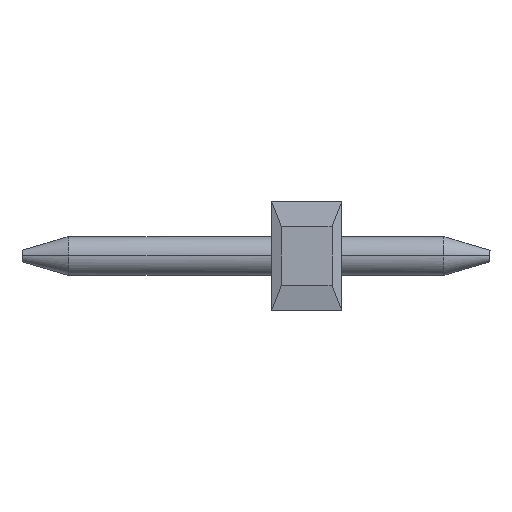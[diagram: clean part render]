
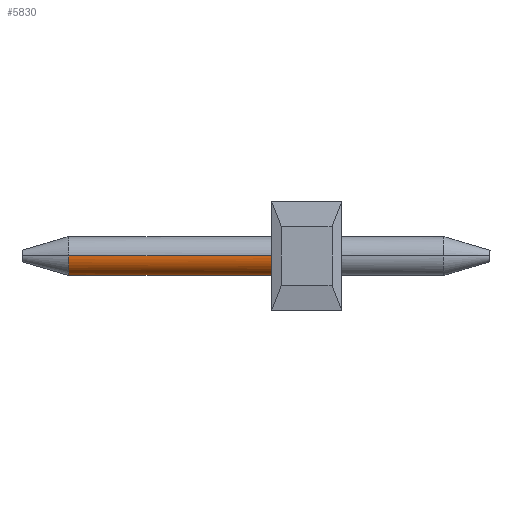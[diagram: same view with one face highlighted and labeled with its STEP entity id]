
A CAD part, left-side view. The second image highlights one B-rep face of the part: STEP entity #5830.
In plain terms, the highlighted free-form (B-spline) face has degree [1, 2] with [2, 5] control points.
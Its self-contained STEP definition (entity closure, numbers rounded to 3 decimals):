
#3783=CARTESIAN_POINT('',(0.5,0.65,0.));
#3784=VERTEX_POINT('',#3783);
#3785=CARTESIAN_POINT('',(-0.5,0.65,0.));
#3786=VERTEX_POINT('',#3785);
#3787=CARTESIAN_POINT('',(0.5,0.65,0.));
#3788=CARTESIAN_POINT('',(0.5,0.65,-0.5));
#3789=CARTESIAN_POINT('',(0.,0.65,-0.5));
#3790=CARTESIAN_POINT('',(-0.5,0.65,-0.5));
#3791=CARTESIAN_POINT('',(-0.5,0.65,0.));
#3792=(BOUNDED_CURVE()B_SPLINE_CURVE(2,(#3787,#3788,#3789,#3790,#3791),.CIRCULAR_ARC.,.F.,.U.)B_SPLINE_CURVE_WITH_KNOTS((3,2,3),(0.,0.785,1.571),.UNSPECIFIED.)CURVE()GEOMETRIC_REPRESENTATION_ITEM()RATIONAL_B_SPLINE_CURVE((1.,0.707,1.,0.707,1.))REPRESENTATION_ITEM(''));
#3793=EDGE_CURVE('',#3784,#3786,#3792,.T.);
#5794=CARTESIAN_POINT('',(-0.5,-3.5,0.));
#5795=CARTESIAN_POINT('',(-0.5,-3.5,-0.5));
#5796=CARTESIAN_POINT('',(0.,-3.5,-0.5));
#5797=CARTESIAN_POINT('',(0.5,-3.5,-0.5));
#5798=CARTESIAN_POINT('',(0.5,-3.5,0.));
#5799=CARTESIAN_POINT('',(-0.5,6.1,0.));
#5800=CARTESIAN_POINT('',(-0.5,6.1,-0.5));
#5801=CARTESIAN_POINT('',(0.,6.1,-0.5));
#5802=CARTESIAN_POINT('',(0.5,6.1,-0.5));
#5803=CARTESIAN_POINT('',(0.5,6.1,0.));
#5804=(BOUNDED_SURFACE()B_SPLINE_SURFACE(1,2,((#5794,#5795,#5796,#5797,#5798),(#5799,#5800,#5801,#5802,#5803)),.CYLINDRICAL_SURF.,.F.,.F.,.U.)B_SPLINE_SURFACE_WITH_KNOTS((2,2),(3,2,3),(0.,19.2),(0.,0.785,1.571),.UNSPECIFIED.)GEOMETRIC_REPRESENTATION_ITEM()RATIONAL_B_SPLINE_SURFACE(((1.,0.707,1.,0.707,1.),(1.,0.707,1.,0.707,1.)))REPRESENTATION_ITEM('')SURFACE());
#5805=CARTESIAN_POINT('',(0.5,6.1,0.));
#5806=VERTEX_POINT('',#5805);
#5807=CARTESIAN_POINT('',(0.5,6.1,0.));
#5808=CARTESIAN_POINT('',(0.5,0.65,0.));
#5809=B_SPLINE_CURVE_WITH_KNOTS('',1,(#5807,#5808),.POLYLINE_FORM.,.F.,.U.,(2,2),(0.,0.568),.UNSPECIFIED.);
#5810=EDGE_CURVE('',#5806,#3784,#5809,.T.);
#5811=ORIENTED_EDGE('',*,*,#5810,.T.);
#5812=ORIENTED_EDGE('',*,*,#3793,.T.);
#5813=CARTESIAN_POINT('',(-0.5,6.1,0.));
#5814=VERTEX_POINT('',#5813);
#5815=CARTESIAN_POINT('',(-0.5,0.65,0.));
#5816=CARTESIAN_POINT('',(-0.5,6.1,0.));
#5817=B_SPLINE_CURVE_WITH_KNOTS('',1,(#5815,#5816),.POLYLINE_FORM.,.F.,.U.,(2,2),(0.432,1.),.UNSPECIFIED.);
#5818=EDGE_CURVE('',#3786,#5814,#5817,.T.);
#5819=ORIENTED_EDGE('',*,*,#5818,.T.);
#5820=CARTESIAN_POINT('',(-0.5,6.1,0.));
#5821=CARTESIAN_POINT('',(-0.5,6.1,-0.5));
#5822=CARTESIAN_POINT('',(0.,6.1,-0.5));
#5823=CARTESIAN_POINT('',(0.5,6.1,-0.5));
#5824=CARTESIAN_POINT('',(0.5,6.1,0.));
#5825=(BOUNDED_CURVE()B_SPLINE_CURVE(2,(#5820,#5821,#5822,#5823,#5824),.CIRCULAR_ARC.,.F.,.U.)B_SPLINE_CURVE_WITH_KNOTS((3,2,3),(0.,0.5,1.),.UNSPECIFIED.)CURVE()GEOMETRIC_REPRESENTATION_ITEM()RATIONAL_B_SPLINE_CURVE((1.,0.707,1.,0.707,1.))REPRESENTATION_ITEM(''));
#5826=EDGE_CURVE('',#5814,#5806,#5825,.T.);
#5827=ORIENTED_EDGE('',*,*,#5826,.T.);
#5828=EDGE_LOOP('',(#5811,#5812,#5819,#5827));
#5829=FACE_OUTER_BOUND('',#5828,.T.);
#5830=ADVANCED_FACE('',(#5829),#5804,.T.);
